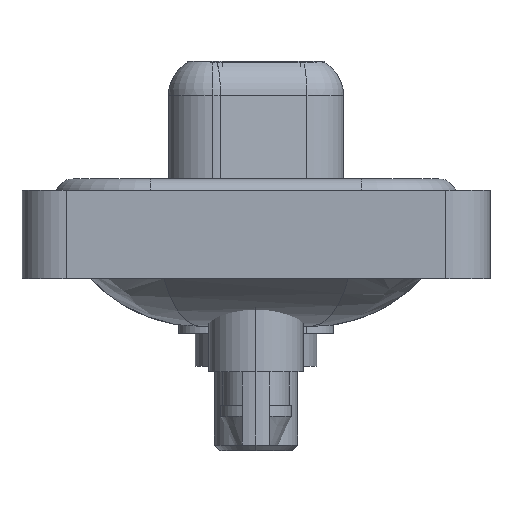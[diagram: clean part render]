
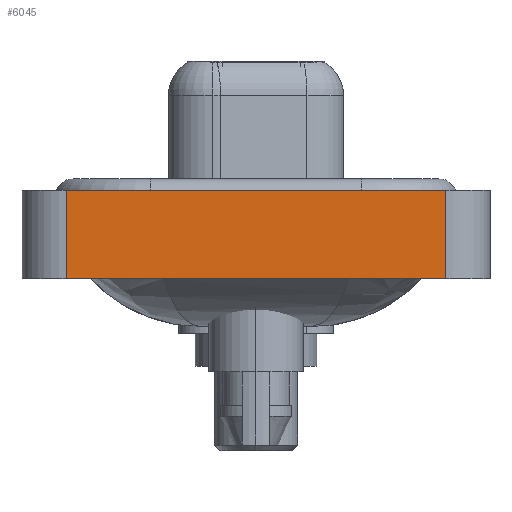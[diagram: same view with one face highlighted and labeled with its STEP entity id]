
A CAD part, left-side view. The second image highlights one B-rep face of the part: STEP entity #6045.
In plain terms, the highlighted planar face has unit normal (-1, 0, 0).
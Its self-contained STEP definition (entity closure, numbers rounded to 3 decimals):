
#306 = CARTESIAN_POINT ( 'NONE',  ( -7.35, -8.55, 0.4 ) ) ;
#1143 = DIRECTION ( 'NONE',  ( 0., 0., 1. ) ) ;
#1510 = CARTESIAN_POINT ( 'NONE',  ( -7.35, 8.55, -3.6 ) ) ;
#2182 = DIRECTION ( 'NONE',  ( 0., -1., 0. ) ) ;
#2564 = ORIENTED_EDGE ( 'NONE', *, *, #11581, .T. ) ;
#3444 = DIRECTION ( 'NONE',  ( 0., -1., 0. ) ) ;
#4096 = CARTESIAN_POINT ( 'NONE',  ( -7.35, 8.55, -3.6 ) ) ;
#5050 = VERTEX_POINT ( 'NONE', #21775 ) ;
#5212 = CARTESIAN_POINT ( 'NONE',  ( -7.35, 8.55, 0.4 ) ) ;
#6045 = ADVANCED_FACE ( 'NONE', ( #11816 ), #8277, .T. ) ;
#6274 = EDGE_CURVE ( 'NONE', #9809, #9160, #17410, .T. ) ;
#7529 = LINE ( 'NONE', #19860, #15390 ) ;
#8277 = PLANE ( 'NONE',  #23334 ) ;
#9160 = VERTEX_POINT ( 'NONE', #5212 ) ;
#9286 = VECTOR ( 'NONE', #3444, 1000. ) ;
#9425 = DIRECTION ( 'NONE',  ( 0., 0., 1. ) ) ;
#9809 = VERTEX_POINT ( 'NONE', #4096 ) ;
#10315 = CARTESIAN_POINT ( 'NONE',  ( -7.35, -8.55, -3.6 ) ) ;
#11075 = LINE ( 'NONE', #306, #22592 ) ;
#11581 = EDGE_CURVE ( 'NONE', #14749, #5050, #7529, .T. ) ;
#11816 = FACE_OUTER_BOUND ( 'NONE', #18045, .T. ) ;
#12494 = EDGE_CURVE ( 'NONE', #9809, #14749, #19708, .T. ) ;
#14749 = VERTEX_POINT ( 'NONE', #23434 ) ;
#15288 = CARTESIAN_POINT ( 'NONE',  ( -7.35, -8.55, -3.6 ) ) ;
#15390 = VECTOR ( 'NONE', #9425, 1000. ) ;
#16657 = EDGE_CURVE ( 'NONE', #9160, #5050, #11075, .T. ) ;
#16968 = ORIENTED_EDGE ( 'NONE', *, *, #6274, .F. ) ;
#17410 = LINE ( 'NONE', #1510, #22158 ) ;
#18045 = EDGE_LOOP ( 'NONE', ( #2564, #21158, #16968, #22992 ) ) ;
#19708 = LINE ( 'NONE', #10315, #9286 ) ;
#19860 = CARTESIAN_POINT ( 'NONE',  ( -7.35, -8.55, -3.6 ) ) ;
#20392 = DIRECTION ( 'NONE',  ( 0., 0., 1. ) ) ;
#21158 = ORIENTED_EDGE ( 'NONE', *, *, #16657, .F. ) ;
#21775 = CARTESIAN_POINT ( 'NONE',  ( -7.35, -8.55, 0.4 ) ) ;
#22158 = VECTOR ( 'NONE', #1143, 1000. ) ;
#22493 = DIRECTION ( 'NONE',  ( -1., 0., 0. ) ) ;
#22592 = VECTOR ( 'NONE', #2182, 1000. ) ;
#22992 = ORIENTED_EDGE ( 'NONE', *, *, #12494, .T. ) ;
#23334 = AXIS2_PLACEMENT_3D ( 'NONE', #15288, #22493, #20392 ) ;
#23434 = CARTESIAN_POINT ( 'NONE',  ( -7.35, -8.55, -3.6 ) ) ;
